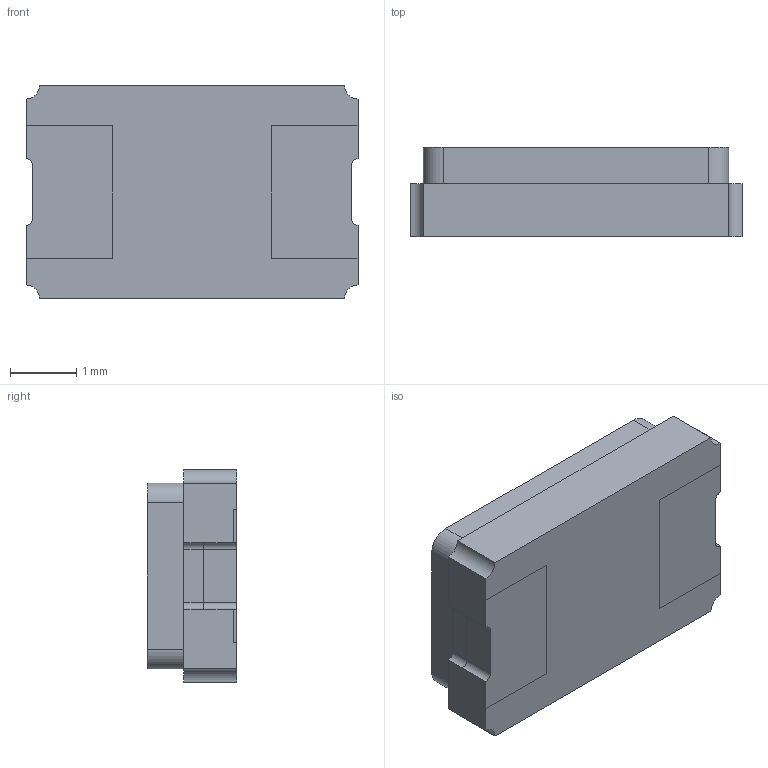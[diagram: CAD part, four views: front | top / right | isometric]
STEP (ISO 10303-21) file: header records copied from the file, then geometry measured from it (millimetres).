
FILE_DESCRIPTION (( 'STEP AP214' ), '1' );
FILE_NAME ('7A-24.000MAAJ-T.STEP', '2018-10-12T19:56:23', ( '' ), ( '' ), 'SwSTEP 2.0', 'SolidWorks 2017', '' );
FILE_SCHEMA (( 'AUTOMOTIVE_DESIGN' ));
Length unit declared in the file: millimetre
Products named in the file (1): 7A-24.000MAAJ-T
Bounding box: 5 x 1.35 x 3.2 mm (x, y, z)
Volume: 19.6 mm3; surface area: 65.5 mm2
Topology: 3 solids, 3 shells, 79 faces, 208 edges, 136 vertices
Faces by surface type: plane 55, cylinder 24
Entity records: 2478 total; most frequent: CARTESIAN_POINT 424, DIRECTION 416, ORIENTED_EDGE 416, EDGE_CURVE 208, VECTOR 160, LINE 160, VERTEX_POINT 136, AXIS2_PLACEMENT_3D 128
